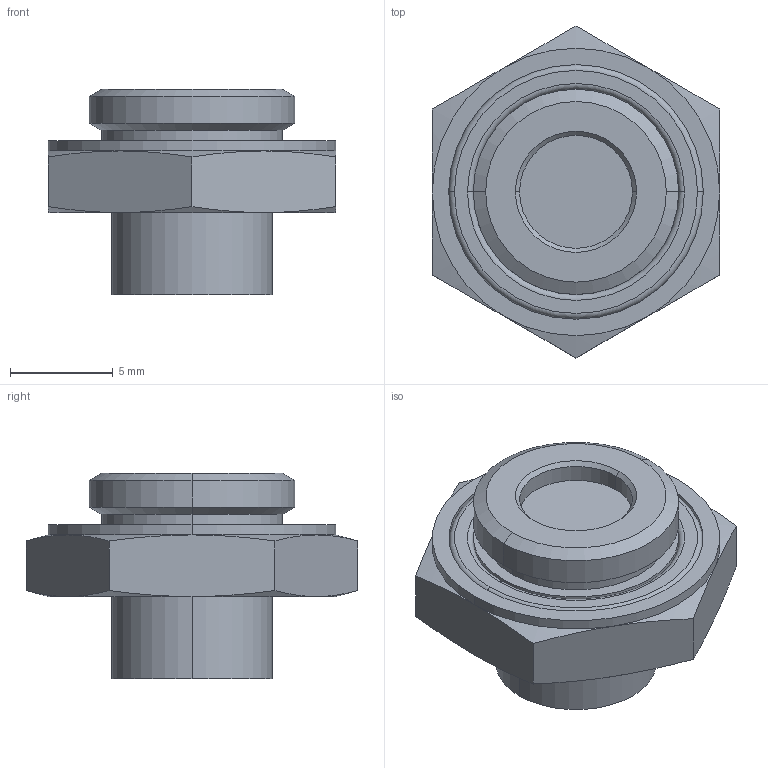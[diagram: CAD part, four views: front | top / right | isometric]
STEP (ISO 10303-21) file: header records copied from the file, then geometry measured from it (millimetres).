
FILE_DESCRIPTION (( 'STEP AP214' ), '1' );
FILE_NAME ('H01011C0006.STEP', '2011-04-04T09:16:17', ( 'markiewicz' ), ( '' ), 'SwSTEP 2.0', 'SolidWorks 2010', '' );
FILE_SCHEMA (( 'AUTOMOTIVE_DESIGN' ));
Length unit declared in the file: millimetre
Products named in the file (1): H01011C0006
Bounding box: 14 x 16.17 x 10 mm (x, y, z)
Volume: 867.1 mm3; surface area: 844.5 mm2
Topology: 1 solids, 3 shells, 64 faces, 130 edges, 76 vertices
Faces by surface type: cylinder 20, cone 20, plane 16, torus 8
Entity records: 2444 total; most frequent: CARTESIAN_POINT 385, DIRECTION 302, ORIENTED_EDGE 260, AXIS2_PLACEMENT_3D 137, EDGE_CURVE 130, VERTEX_POINT 76, CIRCLE 72, EDGE_LOOP 72
